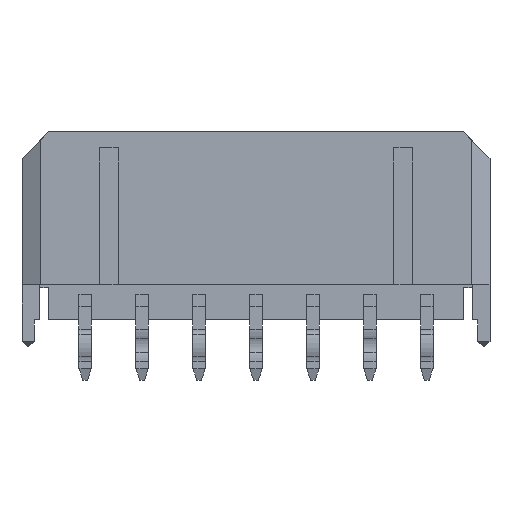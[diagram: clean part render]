
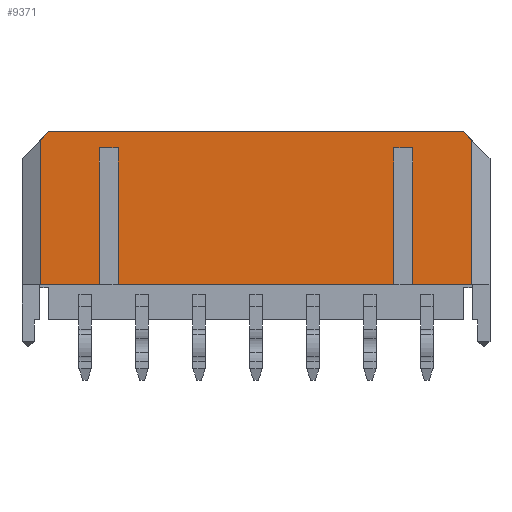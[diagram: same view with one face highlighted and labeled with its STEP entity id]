
A CAD part, front view. The second image highlights one B-rep face of the part: STEP entity #9371.
In plain terms, the highlighted planar face has unit normal (0, -1, 0).
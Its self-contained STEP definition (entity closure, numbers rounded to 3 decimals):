
#2475=DIRECTION('',(0.,0.,1.));
#2476=VECTOR('',#2475,7.2);
#2477=CARTESIAN_POINT('',(7.25,-1.93,-3.1));
#2478=LINE('',#2477,#2476);
#2479=DIRECTION('',(-1.,0.,0.));
#2480=VECTOR('',#2479,14.5);
#2481=CARTESIAN_POINT('',(7.25,-1.93,-3.1));
#2482=LINE('',#2481,#2480);
#2483=DIRECTION('',(0.,0.,1.));
#2484=VECTOR('',#2483,7.2);
#2485=CARTESIAN_POINT('',(-7.25,-1.93,-3.1));
#2486=LINE('',#2485,#2484);
#2487=DIRECTION('',(-1.,0.,0.));
#2488=VECTOR('',#2487,1.);
#2489=CARTESIAN_POINT('',(-7.25,-1.93,4.1));
#2490=LINE('',#2489,#2488);
#2491=DIRECTION('',(0.,0.,1.));
#2492=VECTOR('',#2491,7.2);
#2493=CARTESIAN_POINT('',(-8.25,-1.93,-3.1));
#2494=LINE('',#2493,#2492);
#2495=DIRECTION('',(-1.,0.,0.));
#2496=VECTOR('',#2495,3.11);
#2497=CARTESIAN_POINT('',(-8.25,-1.93,-3.1));
#2498=LINE('',#2497,#2496);
#2499=DIRECTION('',(0.,0.,1.));
#2500=VECTOR('',#2499,7.61);
#2501=CARTESIAN_POINT('',(-11.36,-1.93,-3.1));
#2502=LINE('',#2501,#2500);
#2503=DIRECTION('',(-0.707,0.,-0.707));
#2504=VECTOR('',#2503,0.622);
#2505=CARTESIAN_POINT('',(-10.92,-1.93,4.95));
#2506=LINE('',#2505,#2504);
#2507=DIRECTION('',(1.,0.,0.));
#2508=VECTOR('',#2507,21.84);
#2509=CARTESIAN_POINT('',(-10.92,-1.93,4.95));
#2510=LINE('',#2509,#2508);
#2511=DIRECTION('',(-0.707,0.,0.707));
#2512=VECTOR('',#2511,0.622);
#2513=CARTESIAN_POINT('',(11.36,-1.93,4.51));
#2514=LINE('',#2513,#2512);
#2515=DIRECTION('',(0.,0.,-1.));
#2516=VECTOR('',#2515,7.61);
#2517=CARTESIAN_POINT('',(11.36,-1.93,4.51));
#2518=LINE('',#2517,#2516);
#2519=DIRECTION('',(-1.,0.,0.));
#2520=VECTOR('',#2519,3.11);
#2521=CARTESIAN_POINT('',(11.36,-1.93,-3.1));
#2522=LINE('',#2521,#2520);
#2523=DIRECTION('',(0.,0.,1.));
#2524=VECTOR('',#2523,7.2);
#2525=CARTESIAN_POINT('',(8.25,-1.93,-3.1));
#2526=LINE('',#2525,#2524);
#2527=DIRECTION('',(-1.,0.,0.));
#2528=VECTOR('',#2527,1.);
#2529=CARTESIAN_POINT('',(8.25,-1.93,4.1));
#2530=LINE('',#2529,#2528);
#4985=CARTESIAN_POINT('',(7.25,-1.93,-3.1));
#4986=CARTESIAN_POINT('',(7.25,-1.93,4.1));
#4987=VERTEX_POINT('',#4985);
#4988=VERTEX_POINT('',#4986);
#4989=CARTESIAN_POINT('',(8.25,-1.93,-3.1));
#4990=CARTESIAN_POINT('',(8.25,-1.93,4.1));
#4991=VERTEX_POINT('',#4989);
#4992=VERTEX_POINT('',#4990);
#5133=CARTESIAN_POINT('',(-10.92,-1.93,4.95));
#5134=CARTESIAN_POINT('',(-11.36,-1.93,4.51));
#5135=VERTEX_POINT('',#5133);
#5136=VERTEX_POINT('',#5134);
#5137=CARTESIAN_POINT('',(11.36,-1.93,4.51));
#5138=CARTESIAN_POINT('',(10.92,-1.93,4.95));
#5139=VERTEX_POINT('',#5137);
#5140=VERTEX_POINT('',#5138);
#5233=CARTESIAN_POINT('',(-11.36,-1.93,-3.1));
#5234=VERTEX_POINT('',#5233);
#5235=CARTESIAN_POINT('',(11.36,-1.93,-3.1));
#5236=VERTEX_POINT('',#5235);
#5273=CARTESIAN_POINT('',(-7.25,-1.93,-3.1));
#5274=VERTEX_POINT('',#5273);
#5283=CARTESIAN_POINT('',(-7.25,-1.93,4.1));
#5284=CARTESIAN_POINT('',(-8.25,-1.93,4.1));
#5285=VERTEX_POINT('',#5283);
#5286=VERTEX_POINT('',#5284);
#5287=CARTESIAN_POINT('',(-8.25,-1.93,-3.1));
#5288=VERTEX_POINT('',#5287);
#9338=CARTESIAN_POINT('',(-12.32,-1.93,4.95));
#9339=DIRECTION('',(0.,-1.,0.));
#9340=DIRECTION('',(0.,0.,-1.));
#9341=AXIS2_PLACEMENT_3D('',#9338,#9339,#9340);
#9342=PLANE('',#9341);
#9344=ORIENTED_EDGE('',*,*,#9343,.F.);
#9346=ORIENTED_EDGE('',*,*,#9345,.T.);
#9348=ORIENTED_EDGE('',*,*,#9347,.T.);
#9350=ORIENTED_EDGE('',*,*,#9349,.T.);
#9352=ORIENTED_EDGE('',*,*,#9351,.F.);
#9354=ORIENTED_EDGE('',*,*,#9353,.T.);
#9356=ORIENTED_EDGE('',*,*,#9355,.T.);
#9358=ORIENTED_EDGE('',*,*,#9357,.F.);
#9359=ORIENTED_EDGE('',*,*,#6650,.T.);
#9361=ORIENTED_EDGE('',*,*,#9360,.F.);
#9362=ORIENTED_EDGE('',*,*,#9327,.T.);
#9364=ORIENTED_EDGE('',*,*,#9363,.T.);
#9366=ORIENTED_EDGE('',*,*,#9365,.T.);
#9368=ORIENTED_EDGE('',*,*,#9367,.T.);
#9369=EDGE_LOOP('',(#9344,#9346,#9348,#9350,#9352,#9354,#9356,#9358,#9359,#9361,
#9362,#9364,#9366,#9368));
#9370=FACE_OUTER_BOUND('',#9369,.F.);
#9371=ADVANCED_FACE('',(#9370),#9342,.T.);
#6650=EDGE_CURVE('',#5135,#5140,#2510,.T.);
#9327=EDGE_CURVE('',#5139,#5236,#2518,.T.);
#9343=EDGE_CURVE('',#4987,#4988,#2478,.T.);
#9345=EDGE_CURVE('',#4987,#5274,#2482,.T.);
#9347=EDGE_CURVE('',#5274,#5285,#2486,.T.);
#9349=EDGE_CURVE('',#5285,#5286,#2490,.T.);
#9351=EDGE_CURVE('',#5288,#5286,#2494,.T.);
#9353=EDGE_CURVE('',#5288,#5234,#2498,.T.);
#9355=EDGE_CURVE('',#5234,#5136,#2502,.T.);
#9357=EDGE_CURVE('',#5135,#5136,#2506,.T.);
#9360=EDGE_CURVE('',#5139,#5140,#2514,.T.);
#9363=EDGE_CURVE('',#5236,#4991,#2522,.T.);
#9365=EDGE_CURVE('',#4991,#4992,#2526,.T.);
#9367=EDGE_CURVE('',#4992,#4988,#2530,.T.);
